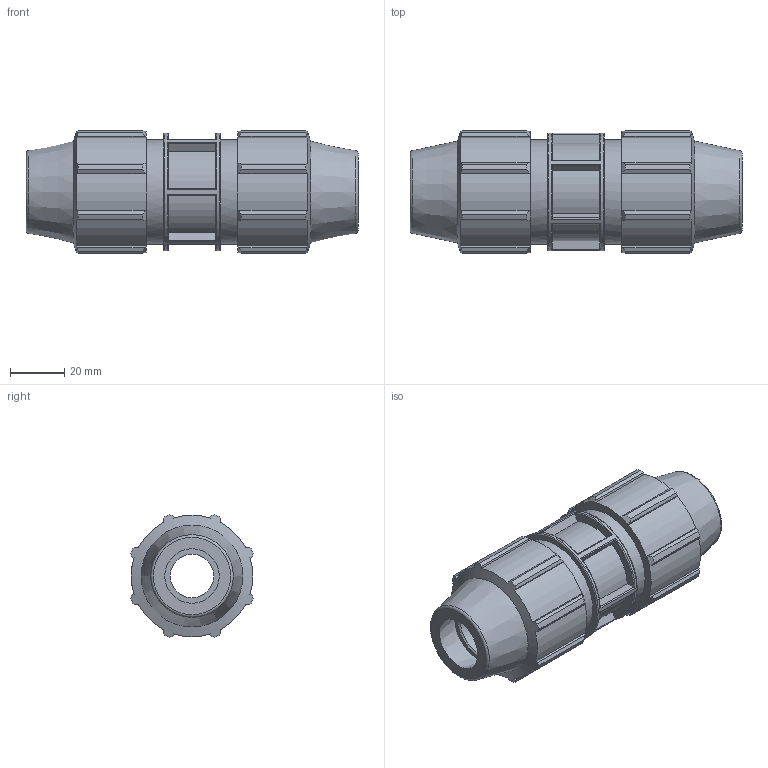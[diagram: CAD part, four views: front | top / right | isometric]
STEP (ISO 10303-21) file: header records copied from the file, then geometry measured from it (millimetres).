
FILE_DESCRIPTION(/* description */ ('PLASSON COUPLER 20-20'),/* implementation_level */ '2;1');
FILE_NAME(/* name */ '070100020_180100020_0701060200A.ipt.stp',/* time_stamp */ '2017-06-06T10:58:41+03:00',/* author */ ('KIM'),/* organization */ (''),/* preprocessor_version */ 'ST-DEVELOPER v15.6',/* originating_system */ 'Autodesk Inventor 2015',/* authorisation */ '');
FILE_SCHEMA (('AUTOMOTIVE_DESIGN { 1 0 10303 214 3 1 1 }'));
Length unit declared in the file: millimetre
Products named in the file (1): 070100020_180100020_0701060200A
Bounding box: 122 x 45.16 x 45.16 mm (x, y, z)
Volume: 115868.1 mm3; surface area: 28885.8 mm2
Topology: 1 solids, 1 shells, 194 faces, 534 edges, 355 vertices
Faces by surface type: plane 98, cylinder 56, cone 24, torus 16
Full cylindrical faces by diameter (mm): 16 x1, 20 x2, 38.4 x2, 43.2 x1
Entity records: 6460 total; most frequent: CARTESIAN_POINT 1559, ORIENTED_EDGE 1012, DIRECTION 926, EDGE_CURVE 506, VERTEX_POINT 346, AXIS2_PLACEMENT_3D 337, LINE 252, VECTOR 252
